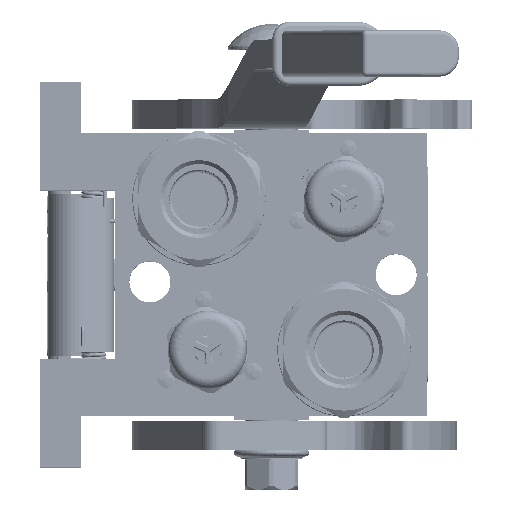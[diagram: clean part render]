
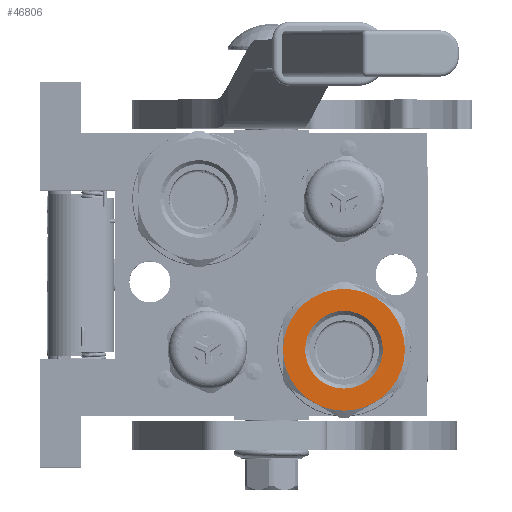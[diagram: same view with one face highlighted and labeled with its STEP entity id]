
A CAD part, top view. The second image highlights one B-rep face of the part: STEP entity #46806.
In plain terms, the highlighted face is planar.
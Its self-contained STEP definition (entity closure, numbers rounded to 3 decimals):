
#2397 = VERTEX_POINT ( 'NONE', #141922 ) ;
#5726 = AXIS2_PLACEMENT_3D ( 'NONE', #152924, #65873, #89580 ) ;
#7192 = AXIS2_PLACEMENT_3D ( 'NONE', #65756, #129649, #78384 ) ;
#9017 = CARTESIAN_POINT ( 'NONE',  ( 100.6, -21., 0. ) ) ;
#10956 = ORIENTED_EDGE ( 'NONE', *, *, #94688, .T. ) ;
#11543 = CARTESIAN_POINT ( 'NONE',  ( 100.6, -13.4, 0. ) ) ;
#12622 = CIRCLE ( 'NONE', #130850, 13.4 ) ;
#19321 = CIRCLE ( 'NONE', #86074, 21. ) ;
#21321 = ORIENTED_EDGE ( 'NONE', *, *, #108944, .F. ) ;
#23516 = VERTEX_POINT ( 'NONE', #143632 ) ;
#27410 = AXIS2_PLACEMENT_3D ( 'NONE', #152915, #127063, #90136 ) ;
#28218 = DIRECTION ( 'NONE',  ( 0., 0.5, 0.866 ) ) ;
#28941 = DIRECTION ( 'NONE',  ( -1., 0., 0. ) ) ;
#30551 = DIRECTION ( 'NONE',  ( 0., -1., 0. ) ) ;
#31020 = CIRCLE ( 'NONE', #144052, 21. ) ;
#32736 = ORIENTED_EDGE ( 'NONE', *, *, #140815, .T. ) ;
#34831 = EDGE_CURVE ( 'NONE', #140385, #151312, #116090, .T. ) ;
#35200 = EDGE_CURVE ( 'NONE', #151312, #2397, #19321, .T. ) ;
#36495 = ORIENTED_EDGE ( 'NONE', *, *, #113319, .T. ) ;
#37981 = VERTEX_POINT ( 'NONE', #122801 ) ;
#42101 = CARTESIAN_POINT ( 'NONE',  ( 100.6, 0., 0. ) ) ;
#42947 = VERTEX_POINT ( 'NONE', #64806 ) ;
#44095 = DIRECTION ( 'NONE',  ( 1., 0., 0. ) ) ;
#46806 = ADVANCED_FACE ( 'NONE', ( #70841, #118241 ), #141237, .F. ) ;
#50908 = CIRCLE ( 'NONE', #129158, 21. ) ;
#53999 = ORIENTED_EDGE ( 'NONE', *, *, #85331, .F. ) ;
#58852 = VERTEX_POINT ( 'NONE', #90002 ) ;
#63277 = DIRECTION ( 'NONE',  ( 1., 0., 0. ) ) ;
#64806 = CARTESIAN_POINT ( 'NONE',  ( 100.6, 21., 0. ) ) ;
#65648 = DIRECTION ( 'NONE',  ( -1., 0., 0. ) ) ;
#65756 = CARTESIAN_POINT ( 'NONE',  ( 100.6, 0., 0. ) ) ;
#65873 = DIRECTION ( 'NONE',  ( 1., 0., 0. ) ) ;
#68506 = DIRECTION ( 'NONE',  ( 0., 1., 0. ) ) ;
#70841 = FACE_OUTER_BOUND ( 'NONE', #136911, .T. ) ;
#71797 = ORIENTED_EDGE ( 'NONE', *, *, #35200, .T. ) ;
#78287 = DIRECTION ( 'NONE',  ( -1., 0., 0. ) ) ;
#78384 = DIRECTION ( 'NONE',  ( 0., 0., 1. ) ) ;
#83699 = VERTEX_POINT ( 'NONE', #145096 ) ;
#85331 = EDGE_CURVE ( 'NONE', #42947, #2397, #50908, .T. ) ;
#86074 = AXIS2_PLACEMENT_3D ( 'NONE', #111432, #98271, #99901 ) ;
#89580 = DIRECTION ( 'NONE',  ( 0., -1., 0. ) ) ;
#90002 = CARTESIAN_POINT ( 'NONE',  ( 100.6, 0., 21. ) ) ;
#90136 = DIRECTION ( 'NONE',  ( 0., 0.5, 0.866 ) ) ;
#90756 = EDGE_CURVE ( 'NONE', #107478, #37981, #12622, .T. ) ;
#94688 = EDGE_CURVE ( 'NONE', #58852, #83699, #31020, .T. ) ;
#95889 = CARTESIAN_POINT ( 'NONE',  ( 100.6, 0., 0. ) ) ;
#98006 = AXIS2_PLACEMENT_3D ( 'NONE', #153792, #78287, #118455 ) ;
#98271 = DIRECTION ( 'NONE',  ( 1., 0., 0. ) ) ;
#99812 = EDGE_CURVE ( 'NONE', #83699, #140385, #131600, .T. ) ;
#99901 = DIRECTION ( 'NONE',  ( 0., -0.5, -0.866 ) ) ;
#104792 = AXIS2_PLACEMENT_3D ( 'NONE', #153230, #65648, #28218 ) ;
#107478 = VERTEX_POINT ( 'NONE', #11543 ) ;
#108944 = EDGE_CURVE ( 'NONE', #23516, #42947, #124784, .T. ) ;
#111432 = CARTESIAN_POINT ( 'NONE',  ( 100.6, 0., 0. ) ) ;
#113319 = EDGE_CURVE ( 'NONE', #23516, #58852, #121505, .T. ) ;
#113394 = DIRECTION ( 'NONE',  ( 0., 0.5, 0.866 ) ) ;
#114320 = ORIENTED_EDGE ( 'NONE', *, *, #90756, .T. ) ;
#116090 = CIRCLE ( 'NONE', #5726, 21. ) ;
#118241 = FACE_BOUND ( 'NONE', #132657, .T. ) ;
#118455 = DIRECTION ( 'NONE',  ( 0., 1., 0. ) ) ;
#119737 = CARTESIAN_POINT ( 'NONE',  ( 100.6, 0., 0. ) ) ;
#121505 = CIRCLE ( 'NONE', #27410, 21. ) ;
#122801 = CARTESIAN_POINT ( 'NONE',  ( 100.6, 13.4, 0. ) ) ;
#124784 = CIRCLE ( 'NONE', #104792, 21. ) ;
#127063 = DIRECTION ( 'NONE',  ( 1., 0., 0. ) ) ;
#127749 = CARTESIAN_POINT ( 'NONE',  ( 100.6, 0., 0. ) ) ;
#129158 = AXIS2_PLACEMENT_3D ( 'NONE', #119737, #156615, #68506 ) ;
#129649 = DIRECTION ( 'NONE',  ( -1., 0., 0. ) ) ;
#130094 = ORIENTED_EDGE ( 'NONE', *, *, #34831, .T. ) ;
#130850 = AXIS2_PLACEMENT_3D ( 'NONE', #42101, #28941, #30551 ) ;
#131600 = CIRCLE ( 'NONE', #137320, 21. ) ;
#132657 = EDGE_LOOP ( 'NONE', ( #114320, #32736 ) ) ;
#134898 = CARTESIAN_POINT ( 'NONE',  ( 100.6, -10.5, -18.187 ) ) ;
#136911 = EDGE_LOOP ( 'NONE', ( #150569, #130094, #71797, #53999, #21321, #36495, #10956 ) ) ;
#137320 = AXIS2_PLACEMENT_3D ( 'NONE', #95889, #44095, #145418 ) ;
#138343 = CIRCLE ( 'NONE', #98006, 13.4 ) ;
#140385 = VERTEX_POINT ( 'NONE', #9017 ) ;
#140815 = EDGE_CURVE ( 'NONE', #37981, #107478, #138343, .T. ) ;
#141237 = PLANE ( 'NONE',  #7192 ) ;
#141922 = CARTESIAN_POINT ( 'NONE',  ( 100.6, 10.5, -18.187 ) ) ;
#143632 = CARTESIAN_POINT ( 'NONE',  ( 100.6, 10.5, 18.187 ) ) ;
#144052 = AXIS2_PLACEMENT_3D ( 'NONE', #127749, #63277, #113394 ) ;
#145096 = CARTESIAN_POINT ( 'NONE',  ( 100.6, -10.5, 18.187 ) ) ;
#145418 = DIRECTION ( 'NONE',  ( 0., -0.5, 0.866 ) ) ;
#150569 = ORIENTED_EDGE ( 'NONE', *, *, #99812, .T. ) ;
#151312 = VERTEX_POINT ( 'NONE', #134898 ) ;
#152915 = CARTESIAN_POINT ( 'NONE',  ( 100.6, 0., 0. ) ) ;
#152924 = CARTESIAN_POINT ( 'NONE',  ( 100.6, 0., 0. ) ) ;
#153230 = CARTESIAN_POINT ( 'NONE',  ( 100.6, 0., 0. ) ) ;
#153792 = CARTESIAN_POINT ( 'NONE',  ( 100.6, 0., 0. ) ) ;
#156615 = DIRECTION ( 'NONE',  ( -1., 0., 0. ) ) ;
